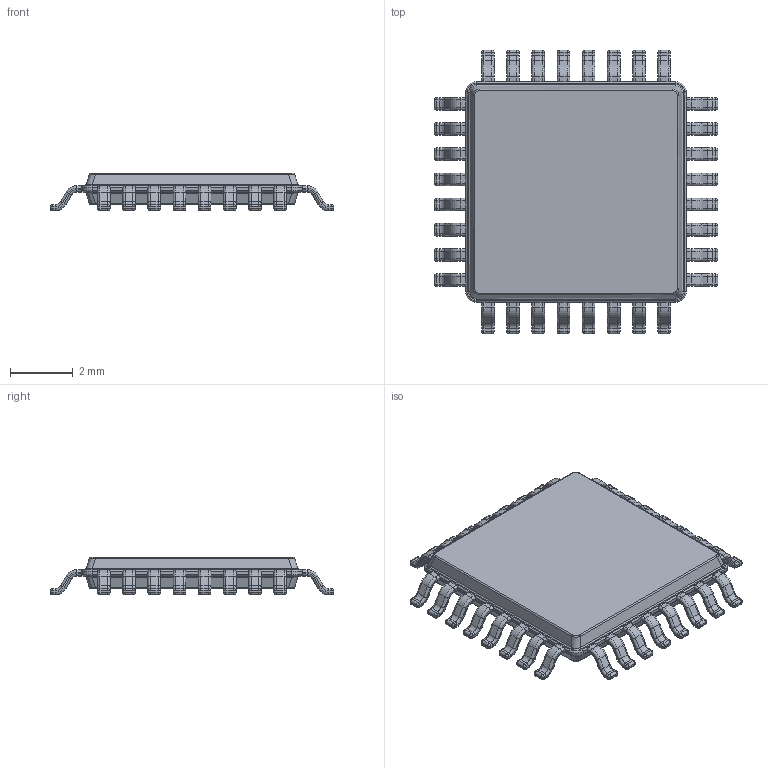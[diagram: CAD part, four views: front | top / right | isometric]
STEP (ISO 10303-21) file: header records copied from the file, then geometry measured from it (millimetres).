
FILE_DESCRIPTION(('FreeCAD Model'),'2;1');
FILE_NAME('Open CASCADE Shape Model','2023-08-13T09:23:28',(''),(''), 'Open CASCADE STEP processor 7.6','FreeCAD','Unknown');
FILE_SCHEMA(('AUTOMOTIVE_DESIGN { 1 0 10303 214 1 1 1 1 }'));
Length unit declared in the file: millimetre
Products named in the file (5): Unnamed; Terminals; Terminals_OneSide; Terminals_OneSide_Single; Case
Assembly tree (14 placements, depth 4):
  Unnamed
    Terminals
      Terminals_OneSide  x4
        Terminals_OneSide_Single
    Case
Bounding box: 9 x 9 x 1.2 mm (x, y, z)
Volume: 47.9 mm3; surface area: 164 mm2
Topology: 33 solids, 33 shells, 1420 faces, 3240 edges, 1760 vertices
Faces by surface type: cylinder 652, plane 328, torus 264, sphere 128, bspline 48
Entity records: 11049 total; most frequent: CARTESIAN_POINT 6441, DIRECTION 668, ORIENTED_EDGE 520, PCURVE 520, DEFINITIONAL_REPRESENTATION 520, LINE 332, VECTOR 332, EDGE_CURVE 260
